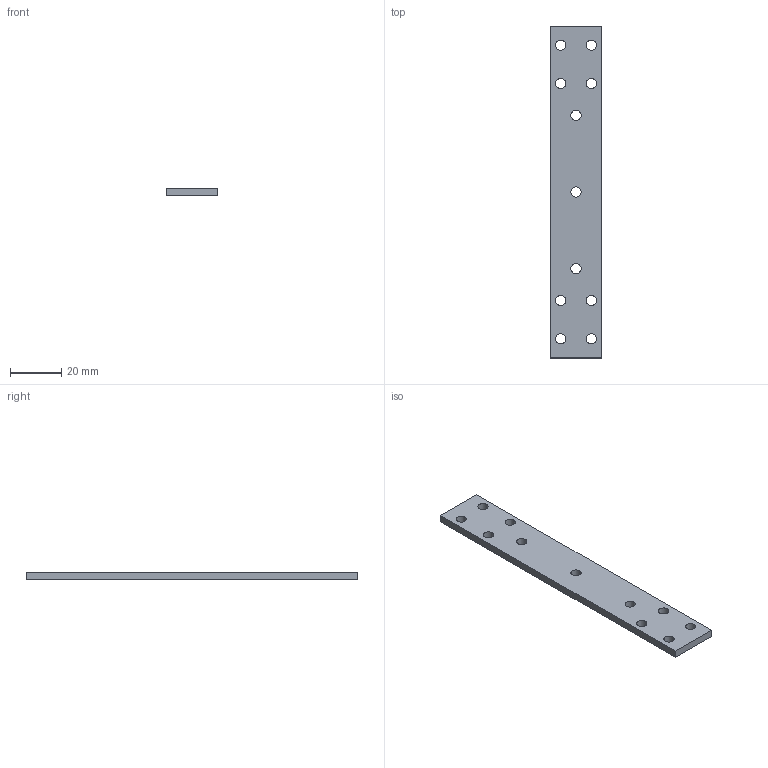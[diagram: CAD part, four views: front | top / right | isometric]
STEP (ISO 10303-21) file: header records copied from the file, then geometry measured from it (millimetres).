
FILE_DESCRIPTION(/* description */ (''),/* implementation_level */ '2;1');
FILE_NAME(/* name */ 'rotation_part_parent_main.stp',/* time_stamp */ '2019-02-14T17:45:47+03:00',/* author */ (''),/* organization */ (''),/* preprocessor_version */ 'ST-DEVELOPER v16.7',/* originating_system */ 'SIEMENS PLM Software NX 12.0',/* authorisation */ '');
FILE_SCHEMA (('AUTOMOTIVE_DESIGN { 1 0 10303 214 3 1 1 1 }'));
Length unit declared in the file: millimetre
Products named in the file (1): Lupa3FBC8545x7hg
Bounding box: 20 x 130 x 3 mm (x, y, z)
Volume: 7385.3 mm3; surface area: 6238.2 mm2
Topology: 1 solids, 1 shells, 17 faces, 53 edges, 38 vertices
Faces by surface type: cylinder 11, plane 6
Full cylindrical faces by diameter (mm): 4 x11
Entity records: 562 total; most frequent: DIRECTION 92, CARTESIAN_POINT 82, ORIENTED_EDGE 68, EDGE_LOOP 50, FACE_BOUND 46, AXIS2_PLACEMENT_3D 40, EDGE_CURVE 34, VERTEX_POINT 30
